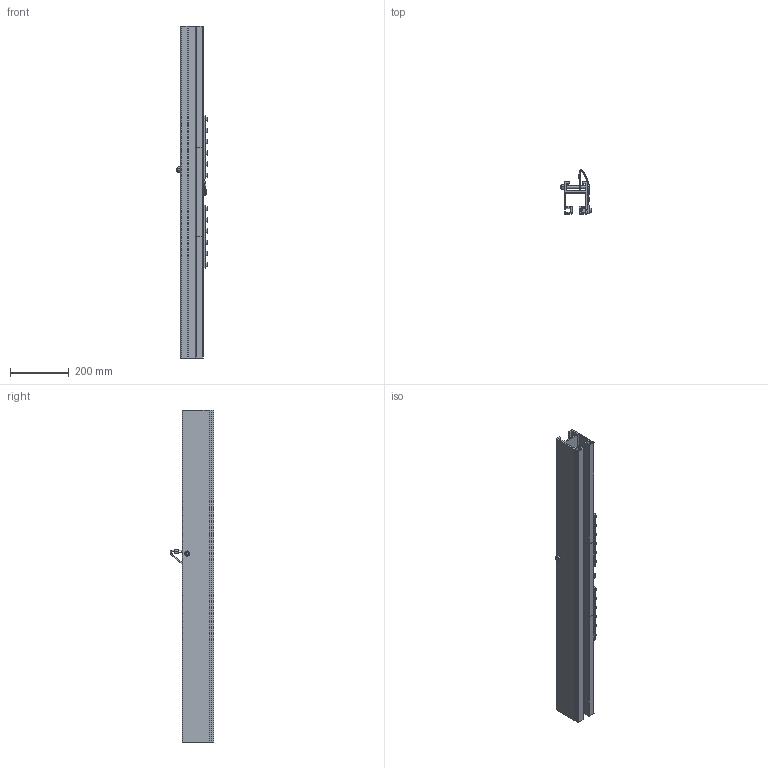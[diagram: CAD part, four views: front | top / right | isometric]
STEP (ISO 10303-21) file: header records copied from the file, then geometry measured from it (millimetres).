
FILE_DESCRIPTION(/* description */ ('ETA-4/5 INSPECTION GATE'),/* implementation_level */ '2;1');
FILE_NAME(/* name */ '25790P.stp',/* time_stamp */ '2021-02-04T07:38:59-05:00',/* author */ ('mnhhw'),/* organization */ (''),/* preprocessor_version */ 'ST-DEVELOPER v17',/* originating_system */ 'Autodesk Inventor 2019',/* authorisation */ '');
FILE_SCHEMA (('AUTOMOTIVE_DESIGN { 1 0 10303 214 3 1 1 }'));
Length unit declared in the file: inch
Products named in the file (16): 25790P; 79576 RAIL4; 79576; 25791A; 25791bA; 25791aA; 52500; 53040; 51720; 50752; 51760; 52441; 78020; 8 CABLE 2; 25790.Harness1; 25790.Harness1_1
Assembly tree (42 placements, depth 3):
  25790P
    79576 RAIL4
    79576
    25791A  x2
      25791bA
      25791aA
    52500  x12
    51720  x13
    53040  x2
    50752
    51760
    52441
    78020  x2
    8 CABLE 2  x2
    25790.Harness1
      25790.Harness1_1
Bounding box: 104.03 x 149.6 x 1130.3 mm (x, y, z)
Volume: 2501632.5 mm3; surface area: 985972.8 mm2
Topology: 40 solids, 41 shells, 696 faces, 1760 edges, 1147 vertices
Faces by surface type: plane 336, cylinder 185, cone 121, torus 50, bspline 4
Full cylindrical faces by diameter (mm): 3.175 x6, 6.655 x12, 8 x17, 8.376 x1, 9.525 x12, 10 x1, 10.312 x2, 11.112 x2, 20.625 x2
Entity records: 12088 total; most frequent: CARTESIAN_POINT 3356, DIRECTION 1814, ORIENTED_EDGE 1670, EDGE_CURVE 836, AXIS2_PLACEMENT_3D 694, VERTEX_POINT 547, LINE 426, VECTOR 426
